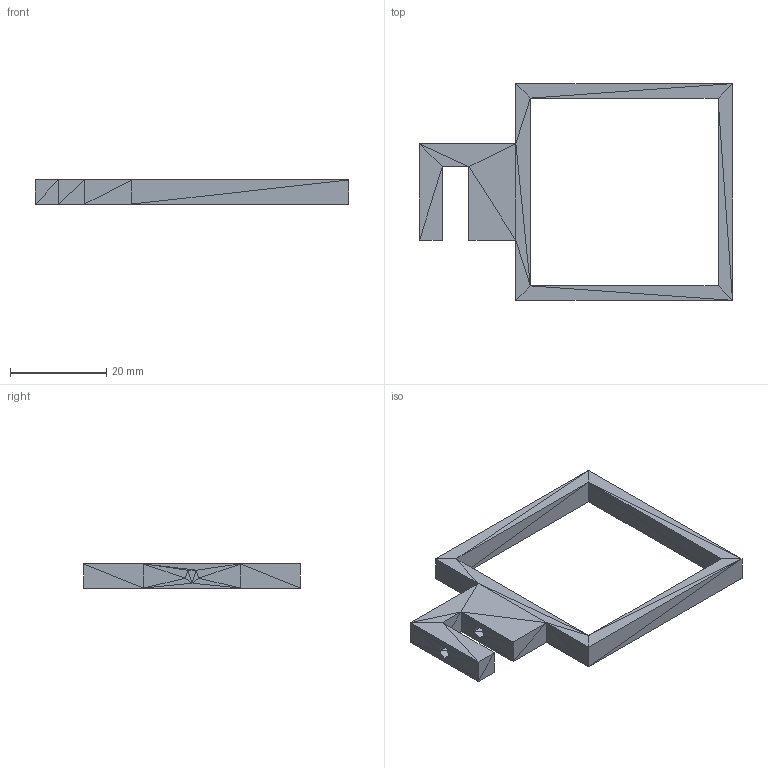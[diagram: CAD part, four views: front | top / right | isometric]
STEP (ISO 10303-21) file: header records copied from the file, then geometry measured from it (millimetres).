
FILE_DESCRIPTION(('FreeCAD Model'),'2;1');
FILE_NAME( 'diffusor.step' ,'2017-09-16T12:51:04',('Author'),(''), 'Open CASCADE STEP processor 6.8','FreeCAD','Unknown');
FILE_SCHEMA(('AUTOMOTIVE_DESIGN_CC2 { 1 2 10303 214 -1 1 5 4 }'));
Length unit declared in the file: millimetre
Products named in the file (1): diffusor001_(Solid)
Bounding box: 65 x 45 x 5 mm (x, y, z)
Volume: 4058.4 mm3; surface area: 3731.7 mm2
Topology: 1 solids, 1 shells, 108 faces, 162 edges, 52 vertices
Faces by surface type: plane 108
Entity records: 4075 total; most frequent: CARTESIAN_POINT 809, DIRECTION 542, ORIENTED_EDGE 324, LINE 324, VECTOR 324, PCURVE 324, DEFINITIONAL_REPRESENTATION 324, EDGE_CURVE 162
